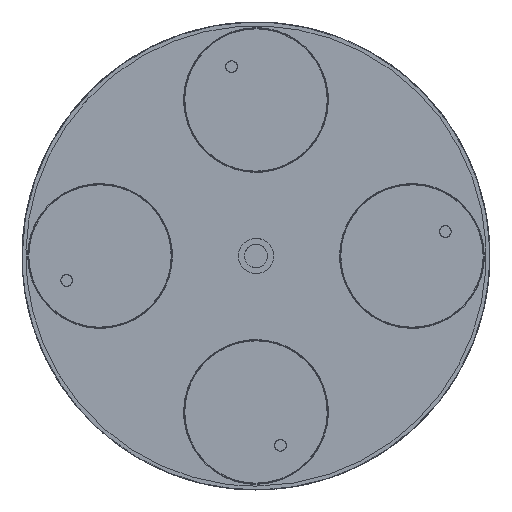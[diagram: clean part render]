
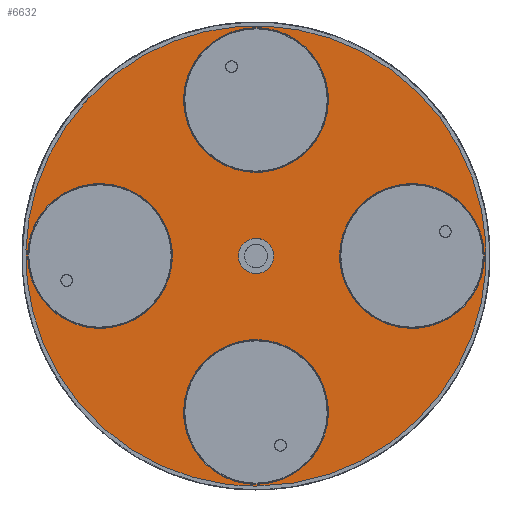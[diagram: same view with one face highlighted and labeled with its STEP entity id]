
A CAD part, left-side view. The second image highlights one B-rep face of the part: STEP entity #6632.
In plain terms, the highlighted free-form (B-spline) face has degree [1, 1] with [2, 2] control points.
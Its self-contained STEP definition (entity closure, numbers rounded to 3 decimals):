
#6539 = VERTEX_POINT('',#6540);
#6540 = CARTESIAN_POINT('',(42.298,-6.164,
    0.));
#6545 = EDGE_CURVE('',#6539,#6539,#6546,.T.);
#6546 = ( BOUNDED_CURVE() B_SPLINE_CURVE(2,(#6547,#6548,#6549,#6550,
    #6551,#6552,#6553,#6554,#6555),.UNSPECIFIED.,.T.,.F.) 
B_SPLINE_CURVE_WITH_KNOTS((3,2,2,2,3),(-3.142,-1.571,0.
,1.571,3.142),.UNSPECIFIED.) CURVE() 
GEOMETRIC_REPRESENTATION_ITEM() RATIONAL_B_SPLINE_CURVE((1.,
    0.707,1.,0.707,1.,0.707,1.,0.707
,1.)) REPRESENTATION_ITEM('') );
#6547 = CARTESIAN_POINT('',(42.298,-6.164,
    0.));
#6548 = CARTESIAN_POINT('',(42.298,-6.164,
    -6.164));
#6549 = CARTESIAN_POINT('',(42.298,0.,
    -6.164));
#6550 = CARTESIAN_POINT('',(42.298,6.164,
    -6.164));
#6551 = CARTESIAN_POINT('',(42.298,6.164,
    0.));
#6552 = CARTESIAN_POINT('',(42.298,6.164,6.164
    ));
#6553 = CARTESIAN_POINT('',(42.298,0.,
    6.164));
#6554 = CARTESIAN_POINT('',(42.298,-6.164,
    6.164));
#6555 = CARTESIAN_POINT('',(42.298,-6.164,
    0.));
#6580 = EDGE_CURVE('',#6581,#6581,#6583,.T.);
#6581 = VERTEX_POINT('',#6582);
#6582 = CARTESIAN_POINT('',(42.298,-81.185,
    0.));
#6583 = ( BOUNDED_CURVE() B_SPLINE_CURVE(2,(#6584,#6585,#6586,#6587,
    #6588,#6589,#6590,#6591,#6592),.UNSPECIFIED.,.T.,.F.) 
B_SPLINE_CURVE_WITH_KNOTS((3,2,2,2,3),(-3.142,-1.571,0.
,1.571,3.142),.UNSPECIFIED.) CURVE() 
GEOMETRIC_REPRESENTATION_ITEM() RATIONAL_B_SPLINE_CURVE((1.,
    0.707,1.,0.707,1.,0.707,1.,0.707
,1.)) REPRESENTATION_ITEM('') );
#6584 = CARTESIAN_POINT('',(42.298,-81.185,
    0.));
#6585 = CARTESIAN_POINT('',(42.298,-81.185,
    81.185));
#6586 = CARTESIAN_POINT('',(42.298,0.,
    81.185));
#6587 = CARTESIAN_POINT('',(42.298,81.185,
    81.185));
#6588 = CARTESIAN_POINT('',(42.298,81.185,
    0.));
#6589 = CARTESIAN_POINT('',(42.298,81.185,
    -81.185));
#6590 = CARTESIAN_POINT('',(42.298,0.,
    -81.185));
#6591 = CARTESIAN_POINT('',(42.298,-81.185,
    -81.185));
#6592 = CARTESIAN_POINT('',(42.298,-81.185,
    0.));
#6632 = ADVANCED_FACE('',(#6633,#6636),#6639,.T.);
#6633 = FACE_BOUND('',#6634,.T.);
#6634 = EDGE_LOOP('',(#6635));
#6635 = ORIENTED_EDGE('',*,*,#6580,.T.);
#6636 = FACE_BOUND('',#6637,.T.);
#6637 = EDGE_LOOP('',(#6638));
#6638 = ORIENTED_EDGE('',*,*,#6545,.T.);
#6639 = B_SPLINE_SURFACE_WITH_KNOTS('',1,1,(
    (#6640,#6641)
    ,(#6642,#6643
  )),.UNSPECIFIED.,.F.,.F.,.F.,(2,2),(2,2),(-5.951,5.951),(-5.951,5.951)
  ,.PIECEWISE_BEZIER_KNOTS.);
#6640 = CARTESIAN_POINT('',(42.298,-81.199,
    81.199));
#6641 = CARTESIAN_POINT('',(42.298,-81.199,
    -81.199));
#6642 = CARTESIAN_POINT('',(42.298,81.199,
    81.199));
#6643 = CARTESIAN_POINT('',(42.298,81.199,
    -81.199));
